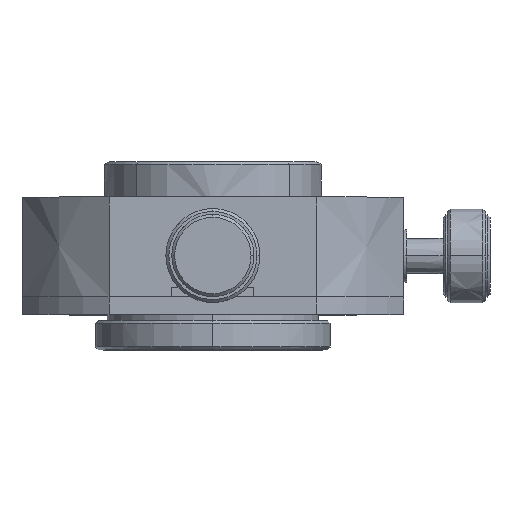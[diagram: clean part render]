
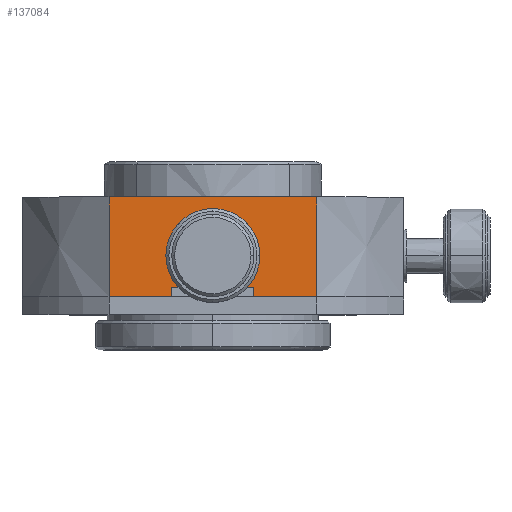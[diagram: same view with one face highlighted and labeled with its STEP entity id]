
A CAD part, top view. The second image highlights one B-rep face of the part: STEP entity #137084.
In plain terms, the highlighted free-form (B-spline) face has degree [1, 1] with [2, 2] control points.
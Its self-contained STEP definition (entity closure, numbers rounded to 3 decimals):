
#191 = AXIS2_PLACEMENT_3D ( 'NONE', #76418, #87180, #44680 ) ;
#918 = FACE_BOUND ( 'NONE', #74558, .T. ) ;
#1922 = CARTESIAN_POINT ( 'NONE',  ( 7., -17., 32.5 ) ) ;
#2834 = VERTEX_POINT ( 'NONE', #131086 ) ;
#5505 = DIRECTION ( 'NONE',  ( 0., 0., 1. ) ) ;
#5841 = CARTESIAN_POINT ( 'NONE',  ( -4., -10., 32.5 ) ) ;
#6024 = VECTOR ( 'NONE', #46411, 1000. ) ;
#6588 = VERTEX_POINT ( 'NONE', #134617 ) ;
#8634 = DIRECTION ( 'NONE',  ( -1., 0., 0. ) ) ;
#14488 = CIRCLE ( 'NONE', #51633, 4. ) ;
#14858 = DIRECTION ( 'NONE',  ( 0., 1., 0. ) ) ;
#17925 = ORIENTED_EDGE ( 'NONE', *, *, #45766, .T. ) ;
#19357 = LINE ( 'NONE', #136536, #62769 ) ;
#19432 = VERTEX_POINT ( 'NONE', #62317 ) ;
#19491 = VERTEX_POINT ( 'NONE', #59543 ) ;
#20250 = ORIENTED_EDGE ( 'NONE', *, *, #23331, .F. ) ;
#22807 = VERTEX_POINT ( 'NONE', #53737 ) ;
#23331 = EDGE_CURVE ( 'NONE', #62874, #22807, #14488, .T. ) ;
#24433 = CARTESIAN_POINT ( 'NONE',  ( 17.685, -17., 32.5 ) ) ;
#24628 = DIRECTION ( 'NONE',  ( 0., -1., 0. ) ) ;
#24671 = CARTESIAN_POINT ( 'NONE',  ( -17.685, -17., 32.5 ) ) ;
#32681 = EDGE_CURVE ( 'NONE', #52446, #50604, #70506, .T. ) ;
#33015 = EDGE_LOOP ( 'NONE', ( #72748, #126448, #110553, #39887, #63898, #17925, #108773, #122108 ) ) ;
#33627 = LINE ( 'NONE', #106445, #62045 ) ;
#35128 = VECTOR ( 'NONE', #14858, 1000. ) ;
#35539 = EDGE_CURVE ( 'NONE', #19491, #110047, #123926, .T. ) ;
#36225 = LINE ( 'NONE', #56448, #109864 ) ;
#36392 = DIRECTION ( 'NONE',  ( 1., 0., 0. ) ) ;
#39887 = ORIENTED_EDGE ( 'NONE', *, *, #120089, .F. ) ;
#42139 = CIRCLE ( 'NONE', #191, 4. ) ;
#43874 = DIRECTION ( 'NONE',  ( 0., 0., 1. ) ) ;
#44680 = DIRECTION ( 'NONE',  ( 1., 0., 0. ) ) ;
#45766 = EDGE_CURVE ( 'NONE', #2834, #132855, #36225, .T. ) ;
#46204 = EDGE_CURVE ( 'NONE', #84276, #50604, #119911, .T. ) ;
#46267 = DIRECTION ( 'NONE',  ( 1., 0., 0. ) ) ;
#46282 = VECTOR ( 'NONE', #59180, 1000. ) ;
#46411 = DIRECTION ( 'NONE',  ( -1., 0., 0. ) ) ;
#47687 = CARTESIAN_POINT ( 'NONE',  ( 0., -10., 32.5 ) ) ;
#50604 = VERTEX_POINT ( 'NONE', #110392 ) ;
#51633 = AXIS2_PLACEMENT_3D ( 'NONE', #110720, #5505, #36392 ) ;
#51637 = VECTOR ( 'NONE', #8634, 1000. ) ;
#52446 = VERTEX_POINT ( 'NONE', #135903 ) ;
#52801 = DIRECTION ( 'NONE',  ( 1., 0., 0. ) ) ;
#53026 = CIRCLE ( 'NONE', #130472, 4. ) ;
#53737 = CARTESIAN_POINT ( 'NONE',  ( 0., -14., 32.5 ) ) ;
#55314 = EDGE_CURVE ( 'NONE', #110047, #62874, #42139, .T. ) ;
#55666 = VERTEX_POINT ( 'NONE', #80154 ) ;
#56448 = CARTESIAN_POINT ( 'NONE',  ( 7., -15.4, 32.5 ) ) ;
#56992 = ORIENTED_EDGE ( 'NONE', *, *, #55314, .F. ) ;
#59180 = DIRECTION ( 'NONE',  ( 1., 0., 0. ) ) ;
#59543 = CARTESIAN_POINT ( 'NONE',  ( 4., -10., 32.5 ) ) ;
#60080 = CARTESIAN_POINT ( 'NONE',  ( 7., -15.4, 32.5 ) ) ;
#61271 = B_SPLINE_SURFACE_WITH_KNOTS ( 'NONE', 1, 1, ( 
 ( #107801, #97939 ),
 ( #88597, #132552 ) ),
 .UNSPECIFIED., .F., .F., .F.,
 ( 2, 2 ),
 ( 2, 2 ),
 ( 0., 1. ),
 ( 0., 1. ),
 .UNSPECIFIED. ) ;
#62045 = VECTOR ( 'NONE', #94287, 1000. ) ;
#62317 = CARTESIAN_POINT ( 'NONE',  ( -7., -15.4, 32.5 ) ) ;
#62769 = VECTOR ( 'NONE', #136073, 1000. ) ;
#62874 = VERTEX_POINT ( 'NONE', #5841 ) ;
#63898 = ORIENTED_EDGE ( 'NONE', *, *, #126052, .F. ) ;
#64730 = CARTESIAN_POINT ( 'NONE',  ( 17.685, -17., 32.5 ) ) ;
#65004 = LINE ( 'NONE', #60080, #51637 ) ;
#66523 = ORIENTED_EDGE ( 'NONE', *, *, #133380, .T. ) ;
#70506 = LINE ( 'NONE', #64730, #128986 ) ;
#70905 = EDGE_CURVE ( 'NONE', #55666, #6588, #19357, .T. ) ;
#72748 = ORIENTED_EDGE ( 'NONE', *, *, #46204, .F. ) ;
#74558 = EDGE_LOOP ( 'NONE', ( #124309, #66523, #20250, #56992 ) ) ;
#75140 = CARTESIAN_POINT ( 'NONE',  ( 0., -10., 32.5 ) ) ;
#76418 = CARTESIAN_POINT ( 'NONE',  ( 0., -10., 32.5 ) ) ;
#80154 = CARTESIAN_POINT ( 'NONE',  ( -17.685, -17., 32.5 ) ) ;
#84276 = VERTEX_POINT ( 'NONE', #116522 ) ;
#87180 = DIRECTION ( 'NONE',  ( 0., 0., 1. ) ) ;
#88120 = EDGE_CURVE ( 'NONE', #52446, #132855, #126441, .T. ) ;
#88597 = CARTESIAN_POINT ( 'NONE',  ( 17.685, -17., 32.5 ) ) ;
#89256 = DIRECTION ( 'NONE',  ( 0., 0., -1. ) ) ;
#94287 = DIRECTION ( 'NONE',  ( 0., -1., 0. ) ) ;
#97939 = CARTESIAN_POINT ( 'NONE',  ( -17.685, 0., 32.5 ) ) ;
#106445 = CARTESIAN_POINT ( 'NONE',  ( -7., -15.4, 32.5 ) ) ;
#107801 = CARTESIAN_POINT ( 'NONE',  ( -17.685, -17., 32.5 ) ) ;
#108773 = ORIENTED_EDGE ( 'NONE', *, *, #88120, .F. ) ;
#109864 = VECTOR ( 'NONE', #24628, 1000. ) ;
#110047 = VERTEX_POINT ( 'NONE', #111681 ) ;
#110392 = CARTESIAN_POINT ( 'NONE',  ( 17.685, 0., 32.5 ) ) ;
#110553 = ORIENTED_EDGE ( 'NONE', *, *, #70905, .T. ) ;
#110720 = CARTESIAN_POINT ( 'NONE',  ( 0., -10., 32.5 ) ) ;
#111681 = CARTESIAN_POINT ( 'NONE',  ( 0., -6., 32.5 ) ) ;
#116522 = CARTESIAN_POINT ( 'NONE',  ( -17.685, 0., 32.5 ) ) ;
#118067 = DIRECTION ( 'NONE',  ( 0., 1., 0. ) ) ;
#119911 = LINE ( 'NONE', #122310, #46282 ) ;
#120089 = EDGE_CURVE ( 'NONE', #19432, #6588, #33627, .T. ) ;
#121448 = FACE_OUTER_BOUND ( 'NONE', #33015, .T. ) ;
#122108 = ORIENTED_EDGE ( 'NONE', *, *, #32681, .T. ) ;
#122310 = CARTESIAN_POINT ( 'NONE',  ( -17.685, 0., 32.5 ) ) ;
#123394 = EDGE_CURVE ( 'NONE', #55666, #84276, #125385, .T. ) ;
#123926 = CIRCLE ( 'NONE', #125514, 4. ) ;
#124309 = ORIENTED_EDGE ( 'NONE', *, *, #35539, .F. ) ;
#125385 = LINE ( 'NONE', #24671, #35128 ) ;
#125514 = AXIS2_PLACEMENT_3D ( 'NONE', #75140, #43874, #52801 ) ;
#126052 = EDGE_CURVE ( 'NONE', #2834, #19432, #65004, .T. ) ;
#126441 = LINE ( 'NONE', #24433, #6024 ) ;
#126448 = ORIENTED_EDGE ( 'NONE', *, *, #123394, .F. ) ;
#128986 = VECTOR ( 'NONE', #118067, 1000. ) ;
#130472 = AXIS2_PLACEMENT_3D ( 'NONE', #47687, #89256, #46267 ) ;
#131086 = CARTESIAN_POINT ( 'NONE',  ( 7., -15.4, 32.5 ) ) ;
#132552 = CARTESIAN_POINT ( 'NONE',  ( 17.685, 0., 32.5 ) ) ;
#132855 = VERTEX_POINT ( 'NONE', #1922 ) ;
#133380 = EDGE_CURVE ( 'NONE', #19491, #22807, #53026, .T. ) ;
#134617 = CARTESIAN_POINT ( 'NONE',  ( -7., -17., 32.5 ) ) ;
#135903 = CARTESIAN_POINT ( 'NONE',  ( 17.685, -17., 32.5 ) ) ;
#136073 = DIRECTION ( 'NONE',  ( 1., 0., 0. ) ) ;
#136536 = CARTESIAN_POINT ( 'NONE',  ( -17.685, -17., 32.5 ) ) ;
#137084 = ADVANCED_FACE ( 'NONE', ( #121448, #918 ), #61271, .T. ) ;
